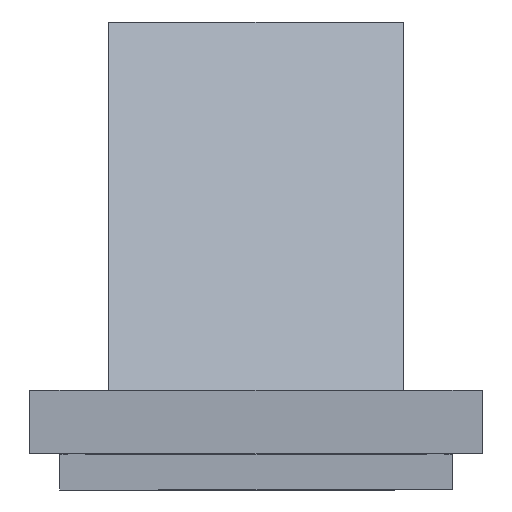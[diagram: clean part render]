
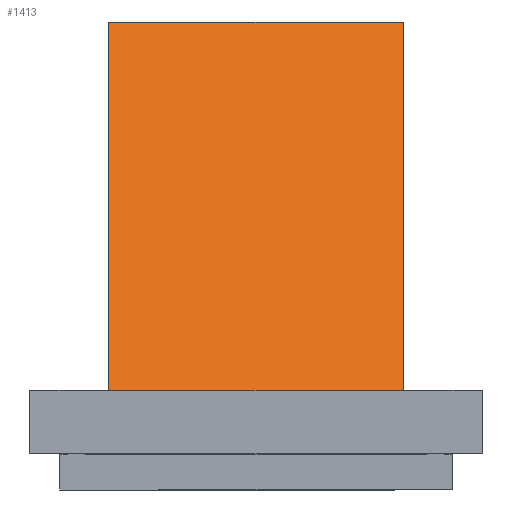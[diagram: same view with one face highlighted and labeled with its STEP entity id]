
A CAD part, left-side view. The second image highlights one B-rep face of the part: STEP entity #1413.
In plain terms, the highlighted face is planar.
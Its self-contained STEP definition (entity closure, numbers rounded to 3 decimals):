
#1374=CARTESIAN_POINT('',(2.9,12.04,-1.268));
#1375=DIRECTION('',(0.0,0.452,0.892));
#1376=DIRECTION('',(1.0,0.0,0.0));
#1377=AXIS2_PLACEMENT_3D('',#1374,#1375,#1376);
#1378=PLANE('',#1377);
#1379=CARTESIAN_POINT('',(28.934,44.54,-17.751));
#1380=VERTEX_POINT('',#1379);
#1381=CARTESIAN_POINT('',(0.9,44.54,-17.751));
#1382=VERTEX_POINT('',#1381);
#1383=CARTESIAN_POINT('',(28.934,44.54,-17.751));
#1384=DIRECTION('',(-1.0,0.0,0.0));
#1385=VECTOR('',#1384,28.034);
#1386=LINE('',#1383,#1385);
#1387=EDGE_CURVE('',#1380,#1382,#1386,.T.);
#1388=ORIENTED_EDGE('',*,*,#1387,.T.);
#1389=CARTESIAN_POINT('',(0.9,9.54,0.));
#1390=VERTEX_POINT('',#1389);
#1391=CARTESIAN_POINT('',(0.9,9.54,0.));
#1392=DIRECTION('',(0.,0.892,-0.452));
#1393=VECTOR('',#1392,39.244);
#1394=LINE('',#1391,#1393);
#1395=EDGE_CURVE('',#1390,#1382,#1394,.T.);
#1396=ORIENTED_EDGE('',*,*,#1395,.F.);
#1397=CARTESIAN_POINT('',(28.934,9.54,0.));
#1398=VERTEX_POINT('',#1397);
#1399=CARTESIAN_POINT('',(28.934,9.54,0.0));
#1400=DIRECTION('',(-1.0,0.0,0.0));
#1401=VECTOR('',#1400,28.034);
#1402=LINE('',#1399,#1401);
#1403=EDGE_CURVE('',#1398,#1390,#1402,.T.);
#1404=ORIENTED_EDGE('',*,*,#1403,.F.);
#1405=CARTESIAN_POINT('',(28.934,44.54,-17.751));
#1406=DIRECTION('',(0.0,-0.892,0.452));
#1407=VECTOR('',#1406,39.244);
#1408=LINE('',#1405,#1407);
#1409=EDGE_CURVE('',#1380,#1398,#1408,.T.);
#1410=ORIENTED_EDGE('',*,*,#1409,.F.);
#1411=EDGE_LOOP('',(#1388,#1396,#1404,#1410));
#1412=FACE_OUTER_BOUND('',#1411,.T.);
#1413=ADVANCED_FACE('',(#1412),#1378,.T.);
